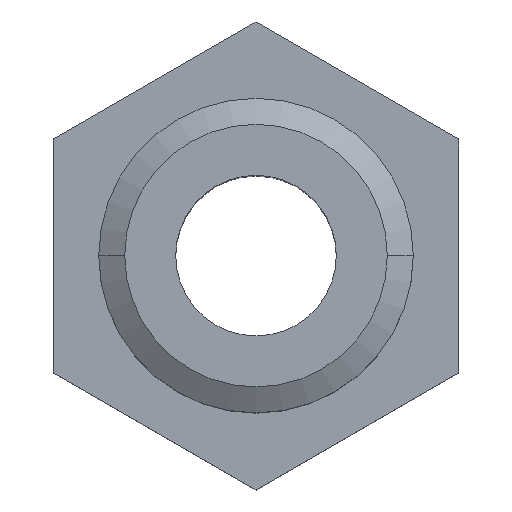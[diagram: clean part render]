
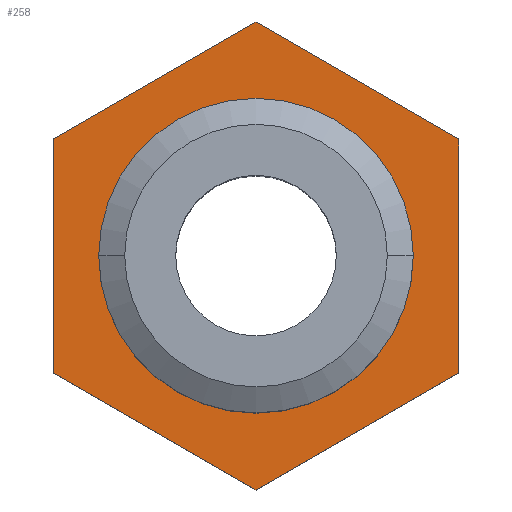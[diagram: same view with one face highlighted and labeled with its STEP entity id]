
A CAD part, top view. The second image highlights one B-rep face of the part: STEP entity #258.
In plain terms, the highlighted planar face has unit normal (0, 0, 1).
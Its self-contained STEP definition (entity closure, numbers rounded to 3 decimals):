
#21 = ORIENTED_EDGE ( 'NONE', *, *, #1080, .F. ) ;
#47 = DIRECTION ( 'NONE',  ( 1., 0., 0. ) ) ;
#49 = FACE_OUTER_BOUND ( 'NONE', #726, .T. ) ;
#51 = EDGE_CURVE ( 'NONE', #570, #137, #1119, .T. ) ;
#81 = CIRCLE ( 'NONE', #719, 10.48 ) ;
#82 = CARTESIAN_POINT ( 'NONE',  ( 0., 0., -12. ) ) ;
#96 = CARTESIAN_POINT ( 'NONE',  ( -2.212, 14.311, -12. ) ) ;
#101 = DIRECTION ( 'NONE',  ( -0.866, 0.5, 0. ) ) ;
#137 = VERTEX_POINT ( 'NONE', #881 ) ;
#166 = LINE ( 'NONE', #517, #580 ) ;
#171 = AXIS2_PLACEMENT_3D ( 'NONE', #743, #449, #788 ) ;
#195 = DIRECTION ( 'NONE',  ( 0., 1., 0. ) ) ;
#229 = LINE ( 'NONE', #578, #542 ) ;
#245 = VERTEX_POINT ( 'NONE', #652 ) ;
#258 = ADVANCED_FACE ( 'NONE', ( #823, #49 ), #395, .F. ) ;
#260 = ORIENTED_EDGE ( 'NONE', *, *, #305, .F. ) ;
#305 = EDGE_CURVE ( 'NONE', #245, #774, #630, .T. ) ;
#306 = CIRCLE ( 'NONE', #935, 10.48 ) ;
#346 = CARTESIAN_POINT ( 'NONE',  ( 13.5, 10.48, -12. ) ) ;
#363 = ORIENTED_EDGE ( 'NONE', *, *, #420, .F. ) ;
#395 = PLANE ( 'NONE',  #171 ) ;
#420 = EDGE_CURVE ( 'NONE', #460, #1004, #306, .T. ) ;
#435 = DIRECTION ( 'NONE',  ( 0., 0., 1. ) ) ;
#441 = EDGE_LOOP ( 'NONE', ( #363, #21 ) ) ;
#447 = DIRECTION ( 'NONE',  ( 0.866, 0.5, 0. ) ) ;
#449 = DIRECTION ( 'NONE',  ( 0., 0., -1. ) ) ;
#456 = VECTOR ( 'NONE', #692, 1000. ) ;
#460 = VERTEX_POINT ( 'NONE', #488 ) ;
#468 = VERTEX_POINT ( 'NONE', #1089 ) ;
#482 = CARTESIAN_POINT ( 'NONE',  ( 0., 0., -12. ) ) ;
#488 = CARTESIAN_POINT ( 'NONE',  ( 10.48, 0., -12. ) ) ;
#500 = EDGE_CURVE ( 'NONE', #137, #468, #229, .T. ) ;
#517 = CARTESIAN_POINT ( 'NONE',  ( 2.212, 14.311, -12. ) ) ;
#537 = LINE ( 'NONE', #874, #789 ) ;
#542 = VECTOR ( 'NONE', #917, 1000. ) ;
#570 = VERTEX_POINT ( 'NONE', #672 ) ;
#578 = CARTESIAN_POINT ( 'NONE',  ( 11.288, -9.071, -12. ) ) ;
#580 = VECTOR ( 'NONE', #855, 1000. ) ;
#611 = VECTOR ( 'NONE', #195, 1000. ) ;
#630 = LINE ( 'NONE', #969, #611 ) ;
#652 = CARTESIAN_POINT ( 'NONE',  ( -13.5, -7.794, -12. ) ) ;
#654 = VECTOR ( 'NONE', #447, 1000. ) ;
#672 = CARTESIAN_POINT ( 'NONE',  ( 13.5, 7.794, -12. ) ) ;
#692 = DIRECTION ( 'NONE',  ( 0., -1., 0. ) ) ;
#719 = AXIS2_PLACEMENT_3D ( 'NONE', #82, #435, #773 ) ;
#726 = EDGE_LOOP ( 'NONE', ( #1092, #867, #992, #910, #260, #809 ) ) ;
#743 = CARTESIAN_POINT ( 'NONE',  ( 0., 10.48, -12. ) ) ;
#773 = DIRECTION ( 'NONE',  ( 1., 0., 0. ) ) ;
#774 = VERTEX_POINT ( 'NONE', #952 ) ;
#788 = DIRECTION ( 'NONE',  ( -1., 0., 0. ) ) ;
#789 = VECTOR ( 'NONE', #101, 1000. ) ;
#809 = ORIENTED_EDGE ( 'NONE', *, *, #831, .F. ) ;
#815 = EDGE_CURVE ( 'NONE', #774, #1082, #869, .T. ) ;
#820 = DIRECTION ( 'NONE',  ( 0., 0., 1. ) ) ;
#823 = FACE_BOUND ( 'NONE', #441, .T. ) ;
#831 = EDGE_CURVE ( 'NONE', #468, #245, #537, .T. ) ;
#855 = DIRECTION ( 'NONE',  ( 0.866, -0.5, 0. ) ) ;
#867 = ORIENTED_EDGE ( 'NONE', *, *, #51, .F. ) ;
#869 = LINE ( 'NONE', #96, #654 ) ;
#874 = CARTESIAN_POINT ( 'NONE',  ( -11.288, -9.071, -12. ) ) ;
#881 = CARTESIAN_POINT ( 'NONE',  ( 13.5, -7.794, -12. ) ) ;
#910 = ORIENTED_EDGE ( 'NONE', *, *, #815, .F. ) ;
#917 = DIRECTION ( 'NONE',  ( -0.866, -0.5, 0. ) ) ;
#935 = AXIS2_PLACEMENT_3D ( 'NONE', #482, #820, #47 ) ;
#952 = CARTESIAN_POINT ( 'NONE',  ( -13.5, 7.794, -12. ) ) ;
#969 = CARTESIAN_POINT ( 'NONE',  ( -13.5, 10.48, -12. ) ) ;
#992 = ORIENTED_EDGE ( 'NONE', *, *, #1072, .F. ) ;
#1004 = VERTEX_POINT ( 'NONE', #1104 ) ;
#1072 = EDGE_CURVE ( 'NONE', #1082, #570, #166, .T. ) ;
#1080 = EDGE_CURVE ( 'NONE', #1004, #460, #81, .T. ) ;
#1082 = VERTEX_POINT ( 'NONE', #1117 ) ;
#1089 = CARTESIAN_POINT ( 'NONE',  ( 0., -15.588, -12. ) ) ;
#1092 = ORIENTED_EDGE ( 'NONE', *, *, #500, .F. ) ;
#1104 = CARTESIAN_POINT ( 'NONE',  ( -10.48, 0., -12. ) ) ;
#1117 = CARTESIAN_POINT ( 'NONE',  ( 0., 15.588, -12. ) ) ;
#1119 = LINE ( 'NONE', #346, #456 ) ;
